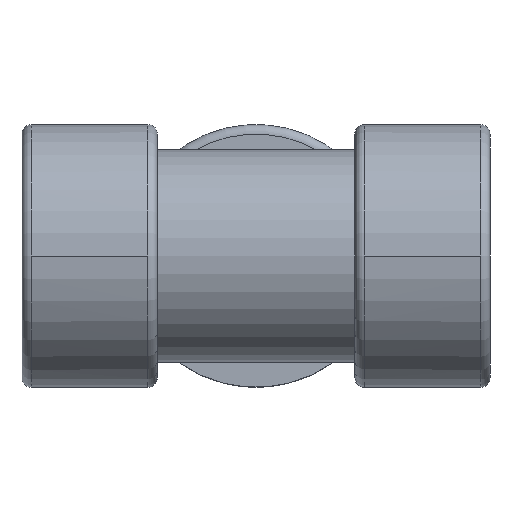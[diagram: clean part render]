
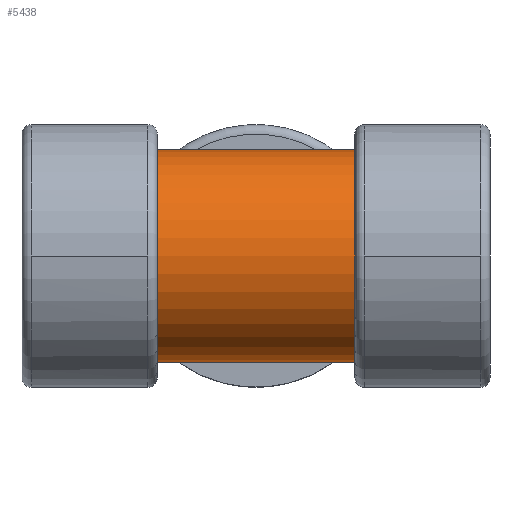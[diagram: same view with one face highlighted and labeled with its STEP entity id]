
A CAD part, front view. The second image highlights one B-rep face of the part: STEP entity #5438.
In plain terms, the highlighted cylindrical face has radius 25.908 mm (diameter 51.816 mm), a partial arc.
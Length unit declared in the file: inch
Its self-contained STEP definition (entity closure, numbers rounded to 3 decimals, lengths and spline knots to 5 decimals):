
#3676=CARTESIAN_POINT('',(1.36,0.645,0.37135));
#3677=VERTEX_POINT('',#3676);
#3684=CARTESIAN_POINT('',(1.36,0.645,-0.37135));
#3685=VERTEX_POINT('',#3684);
#3686=CARTESIAN_POINT('',(1.36,-0.305,0.0));
#3687=DIRECTION('',(-1.0,0.0,0.0));
#3688=DIRECTION('',(0.0,1.0,0.0));
#3689=AXIS2_PLACEMENT_3D('',#3686,#3687,#3688);
#3690=CIRCLE('',#3689,1.02);
#3691=EDGE_CURVE('',#3685,#3677,#3690,.T.);
#3710=CARTESIAN_POINT('',(-0.54,0.645,0.37135));
#3711=VERTEX_POINT('',#3710);
#3737=CARTESIAN_POINT('',(-0.54,0.645,-0.37135));
#3738=VERTEX_POINT('',#3737);
#3745=CARTESIAN_POINT('',(-0.54,-0.305,0.0));
#3746=DIRECTION('',(1.0,0.0,0.0));
#3747=DIRECTION('',(0.0,1.0,0.0));
#3748=AXIS2_PLACEMENT_3D('',#3745,#3746,#3747);
#3749=CIRCLE('',#3748,1.02);
#3750=EDGE_CURVE('',#3711,#3738,#3749,.T.);
#5381=CARTESIAN_POINT('',(0.41,-0.305,1.02));
#5382=VERTEX_POINT('',#5381);
#5383=CARTESIAN_POINT('',(0.41,-0.305,0.0));
#5384=DIRECTION('',(-0.707,-0.707,0.0));
#5385=DIRECTION('',(0.707,-0.707,0.0));
#5386=AXIS2_PLACEMENT_3D('',#5383,#5384,#5385);
#5387=ELLIPSE('',#5386,1.4425,1.02);
#5388=EDGE_CURVE('',#5382,#3711,#5387,.T.);
#5390=CARTESIAN_POINT('',(0.41,-0.305,0.0));
#5391=DIRECTION('',(0.707,-0.707,0.0));
#5392=DIRECTION('',(0.707,0.707,0.0));
#5393=AXIS2_PLACEMENT_3D('',#5390,#5391,#5392);
#5394=ELLIPSE('',#5393,1.4425,1.02);
#5395=EDGE_CURVE('',#3677,#5382,#5394,.T.);
#5406=CARTESIAN_POINT('',(0.41,-0.305,-1.02));
#5407=VERTEX_POINT('',#5406);
#5408=CARTESIAN_POINT('',(0.41,-0.305,0.0));
#5409=DIRECTION('',(0.707,-0.707,0.0));
#5410=DIRECTION('',(0.707,0.707,0.0));
#5411=AXIS2_PLACEMENT_3D('',#5408,#5409,#5410);
#5412=ELLIPSE('',#5411,1.4425,1.02);
#5413=EDGE_CURVE('',#5407,#3685,#5412,.T.);
#5415=CARTESIAN_POINT('',(0.41,-0.305,0.0));
#5416=DIRECTION('',(-0.707,-0.707,0.0));
#5417=DIRECTION('',(0.707,-0.707,0.0));
#5418=AXIS2_PLACEMENT_3D('',#5415,#5416,#5417);
#5419=ELLIPSE('',#5418,1.4425,1.02);
#5420=EDGE_CURVE('',#3738,#5407,#5419,.T.);
#5425=CARTESIAN_POINT('',(0.41,-0.305,0.0));
#5426=DIRECTION('',(1.0,0.,0.0));
#5427=DIRECTION('',(0.0,1.0,0.0));
#5428=AXIS2_PLACEMENT_3D('',#5425,#5426,#5427);
#5429=CYLINDRICAL_SURFACE('',#5428,1.02);
#5430=ORIENTED_EDGE('',*,*,#5395,.T.);
#5431=ORIENTED_EDGE('',*,*,#5388,.T.);
#5432=ORIENTED_EDGE('',*,*,#3750,.T.);
#5433=ORIENTED_EDGE('',*,*,#5420,.T.);
#5434=ORIENTED_EDGE('',*,*,#5413,.T.);
#5435=ORIENTED_EDGE('',*,*,#3691,.T.);
#5436=EDGE_LOOP('',(#5430,#5431,#5432,#5433,#5434,#5435));
#5437=FACE_OUTER_BOUND('',#5436,.T.);
#5438=ADVANCED_FACE('',(#5437),#5429,.T.);
